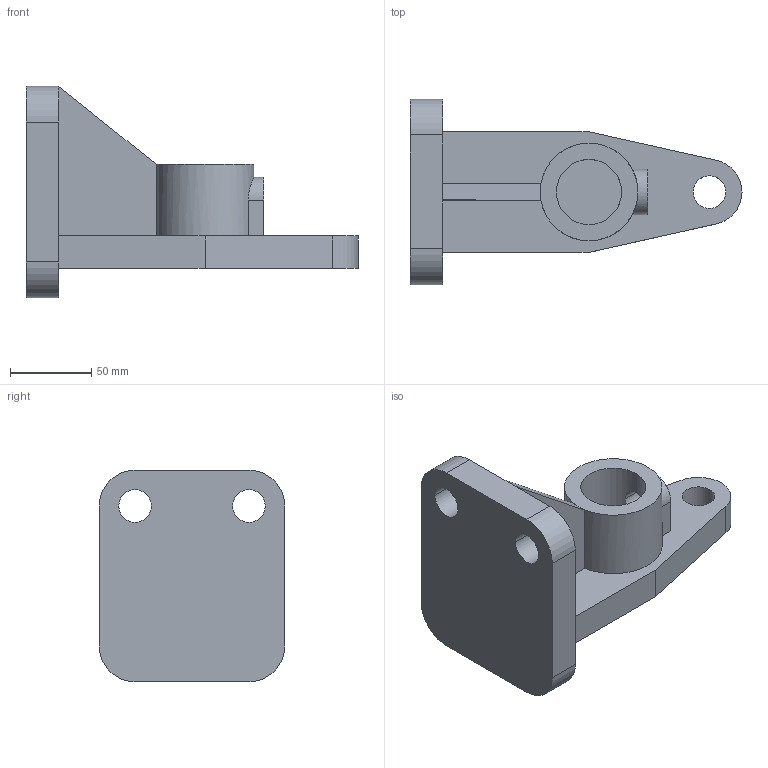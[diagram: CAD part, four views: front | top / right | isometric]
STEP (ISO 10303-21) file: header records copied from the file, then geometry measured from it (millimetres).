
FILE_DESCRIPTION(('Open CASCADE Model'),'2;1');
FILE_NAME('Open CASCADE Shape Model','2021-01-08T16:34:09',('Author'),( 'Open CASCADE'),'Open CASCADE STEP processor 7.5','Open CASCADE 7.5' ,'Unknown');
FILE_SCHEMA(('AUTOMOTIVE_DESIGN { 1 0 10303 214 1 1 1 1 }'));
Length unit declared in the file: millimetre
Products named in the file (1): Open CASCADE STEP translator 7.5 1
Bounding box: 204 x 114 x 130 mm (x, y, z)
Volume: 613297.6 mm3; surface area: 90988 mm2
Topology: 1 solids, 1 shells, 38 faces, 107 edges, 71 vertices
Faces by surface type: plane 20, cylinder 18
Entity records: 3027 total; most frequent: CARTESIAN_POINT 853, DIRECTION 408, LINE 231, VECTOR 231, ORIENTED_EDGE 214, PCURVE 214, DEFINITIONAL_REPRESENTATION 214, EDGE_CURVE 107
